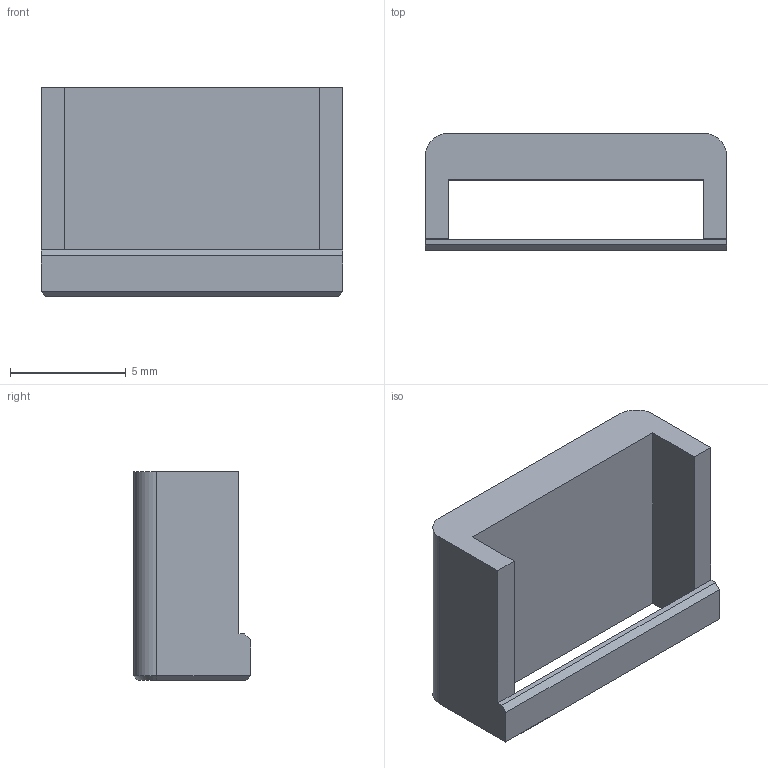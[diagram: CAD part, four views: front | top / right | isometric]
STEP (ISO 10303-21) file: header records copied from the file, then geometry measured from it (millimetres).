
FILE_DESCRIPTION(('FreeCAD Model'),'2;1');
FILE_NAME('Open CASCADE Shape Model','2023-10-25T13:47:26',(''),(''), 'Open CASCADE STEP processor 7.6','FreeCAD','Unknown');
FILE_SCHEMA(('AUTOMOTIVE_DESIGN { 1 0 10303 214 1 1 1 1 }'));
Length unit declared in the file: millimetre
Products named in the file (2): Part; Body
Assembly tree (1 placements, depth 2):
  Part
    Body
Bounding box: 13 x 5.05 x 9 mm (x, y, z)
Volume: 287.9 mm3; surface area: 468.3 mm2
Topology: 1 solids, 1 shells, 22 faces, 55 edges, 34 vertices
Faces by surface type: plane 18, cylinder 2, cone 2
Entity records: 1409 total; most frequent: CARTESIAN_POINT 241, DIRECTION 216, LINE 155, VECTOR 155, ORIENTED_EDGE 110, PCURVE 110, DEFINITIONAL_REPRESENTATION 110, EDGE_CURVE 55
